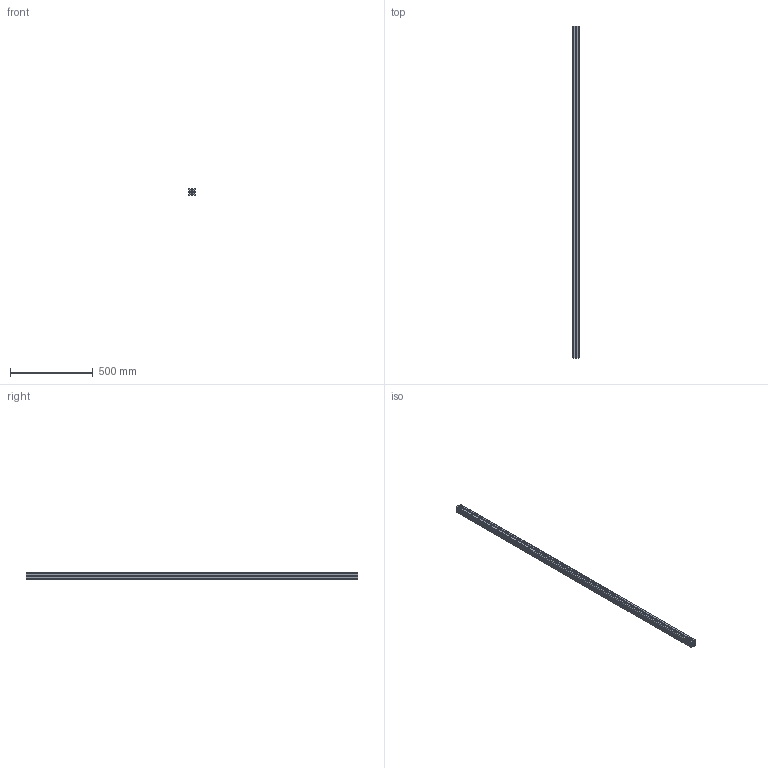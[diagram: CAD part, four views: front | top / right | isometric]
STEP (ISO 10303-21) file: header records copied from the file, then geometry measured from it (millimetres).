
FILE_DESCRIPTION(/* description */ ('KriTec Profil 8 40x40 schwer'),/* implementation_level */ '2;1');
FILE_NAME(/* name */ '10043_KriTec_Profil_8_40x40_schwer_1.stp',/* time_stamp */ '2019-10-15T12:01:49+02:00',/* author */ ('jendrek'),/* organization */ (''),/* preprocessor_version */ 'ST-DEVELOPER v17',/* originating_system */ 'Autodesk Inventor 2018',/* authorisation */ '');
FILE_SCHEMA (('AUTOMOTIVE_DESIGN { 1 0 10303 214 3 1 1 }'));
Length unit declared in the file: millimetre
Products named in the file (1): 10043-2000
Bounding box: 40 x 2000 x 40 mm (x, y, z)
Volume: 1855787.1 mm3; surface area: 661051.7 mm2
Topology: 1 solids, 1 shells, 99 faces, 291 edges, 194 vertices
Faces by surface type: plane 54, cylinder 45
Full cylindrical faces by diameter (mm): 6.8 x1
Entity records: 3358 total; most frequent: CARTESIAN_POINT 585, ORIENTED_EDGE 582, DIRECTION 581, EDGE_CURVE 291, LINE 201, VECTOR 201, VERTEX_POINT 194, AXIS2_PLACEMENT_3D 190
